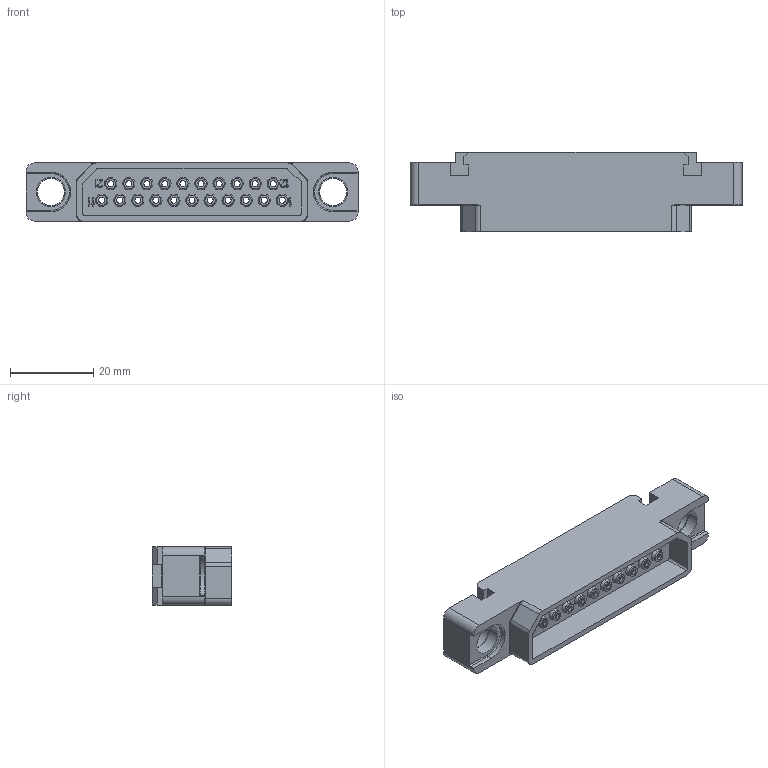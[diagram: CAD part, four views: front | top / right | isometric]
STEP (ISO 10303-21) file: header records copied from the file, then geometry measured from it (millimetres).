
FILE_DESCRIPTION((''),'2;1');
FILE_NAME('1900ND04P2X00C','2019-10-28T',('presta_be4'),(''),'CREO PARAMETRIC BY PTC INC, 2018360','CREO PARAMETRIC BY PTC INC, 2018360','');
FILE_SCHEMA(('CONFIG_CONTROL_DESIGN'));
Length unit declared in the file: millimetre
Products named in the file (1): 1900ND04P2X00C
Bounding box: 80 x 19.25 x 14 mm (x, y, z)
Volume: 9209.7 mm3; surface area: 9723.7 mm2
Topology: 1 solids, 2 shells, 772 faces, 1830 edges, 1141 vertices
Faces by surface type: cylinder 321, plane 262, cone 172, bspline 9, torus 8
Entity records: 22703 total; most frequent: CARTESIAN_POINT 4189, DIRECTION 4065, ORIENTED_EDGE 3660, EDGE_CURVE 1830, AXIS2_PLACEMENT_3D 1534, VERTEX_POINT 1141, VECTOR 997, LINE 997
